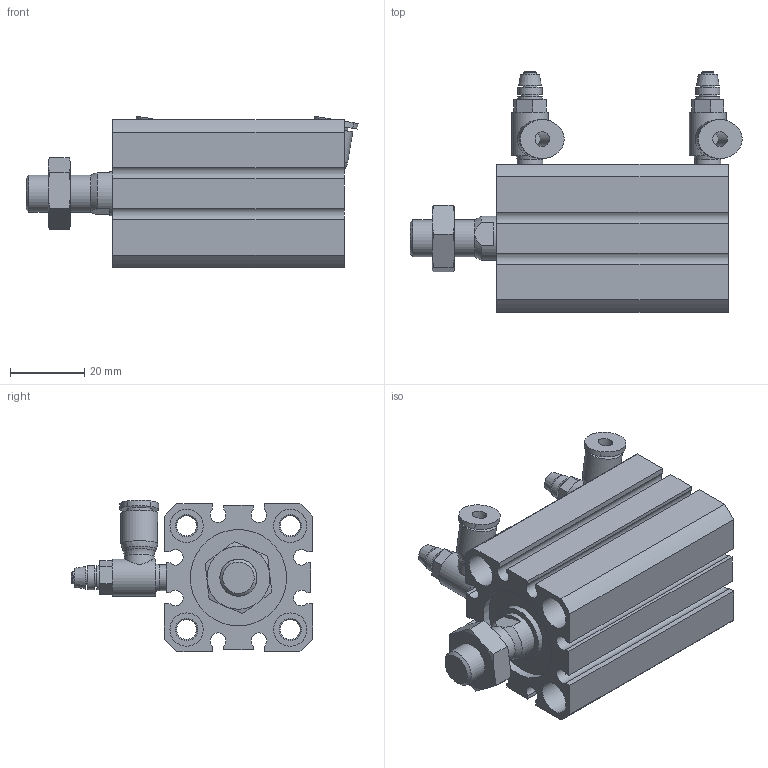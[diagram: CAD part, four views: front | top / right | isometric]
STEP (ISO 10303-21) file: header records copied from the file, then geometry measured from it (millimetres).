
FILE_DESCRIPTION(/* description */ (''),/* implementation_level */ '2;1');
FILE_NAME(/* name */ 'CDQSB25-30DCM.stp',/* time_stamp */ '2023-06-27T08:51:48+07:00',/* author */ ('PT'),/* organization */ (''),/* preprocessor_version */ 'ST-DEVELOPER v18.1',/* originating_system */ 'Autodesk Inventor 2021',/* authorisation */ '');
FILE_SCHEMA (('AUTOMOTIVE_DESIGN { 1 0 10303 214 3 1 1 }'));
Length unit declared in the file: millimetre
Products named in the file (5): CDQSB25-30DCM(0_1_0)_1; CDQSB25-30DCM(0_1_0); CDQSB25-30DCM(0_1_0)_1_1; CDQSB25-30DCM(0_1_0)_2; PACK-MESLA4-M5
Assembly tree (5 placements, depth 2):
  CDQSB25-30DCM(0_1_0)_1
    CDQSB25-30DCM(0_1_0)
    CDQSB25-30DCM(0_1_0)_1_1
    CDQSB25-30DCM(0_1_0)_2
    PACK-MESLA4-M5  x2
Bounding box: 89.62 x 65.07 x 40.91 mm (x, y, z)
Volume: 76626.8 mm3; surface area: 34396.9 mm2
Topology: 5 solids, 5 shells, 224 faces, 494 edges, 321 vertices
Faces by surface type: plane 109, cylinder 68, cone 43, torus 2, bspline 2
Full cylindrical faces by diameter (mm): 3.3 x2, 4 x4, 4.1 x2, 4.134 x2, 5 x4, 5.4 x4, 6.5 x4, 7 x4, 8 x2, 8.647 x1, 9 x8, 9.9 x2, 10 x3, 12 x2, 15 x1, 25 x2, 26 x1
Entity records: 5159 total; most frequent: CARTESIAN_POINT 951, DIRECTION 873, ORIENTED_EDGE 772, EDGE_CURVE 386, AXIS2_PLACEMENT_3D 340, VERTEX_POINT 251, EDGE_LOOP 211, LINE 193
